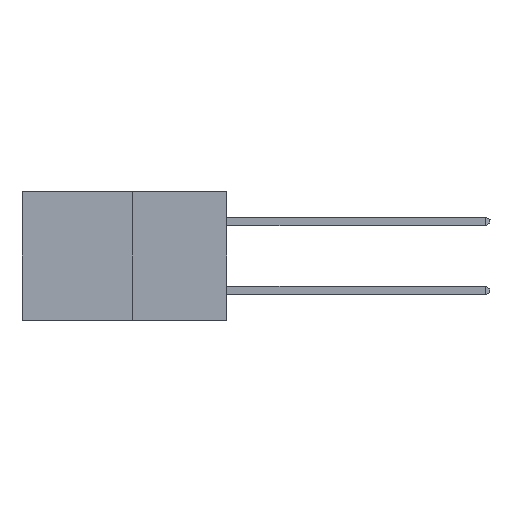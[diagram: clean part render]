
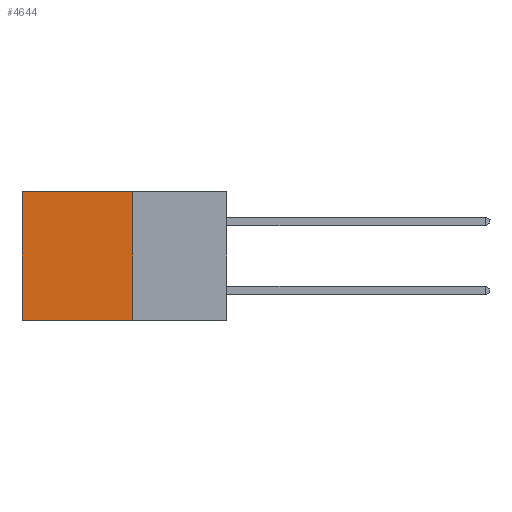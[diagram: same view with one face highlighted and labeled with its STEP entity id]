
A CAD part, left-side view. The second image highlights one B-rep face of the part: STEP entity #4644.
In plain terms, the highlighted planar face has unit normal (-1, 0, 0).
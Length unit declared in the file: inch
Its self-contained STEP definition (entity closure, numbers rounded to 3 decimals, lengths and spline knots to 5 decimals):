
#451 = DIRECTION ( 'NONE',  ( 0., 0., -1. ) ) ;
#913 = CARTESIAN_POINT ( 'NONE',  ( 0.277, 0.27, -0.37 ) ) ;
#1175 = CARTESIAN_POINT ( 'NONE',  ( 0.277, 0.27, 0. ) ) ;
#1249 = EDGE_CURVE ( 'NONE', #8194, #4540, #8604, .T. ) ;
#1663 = ORIENTED_EDGE ( 'NONE', *, *, #1249, .F. ) ;
#1766 = ORIENTED_EDGE ( 'NONE', *, *, #15266, .T. ) ;
#3101 = VECTOR ( 'NONE', #6823, 39.37008 ) ;
#3551 = ORIENTED_EDGE ( 'NONE', *, *, #12374, .T. ) ;
#4197 = DIRECTION ( 'NONE',  ( 0., 1., 0. ) ) ;
#4540 = VERTEX_POINT ( 'NONE', #13198 ) ;
#4644 = ADVANCED_FACE ( 'NONE', ( #10135 ), #8753, .F. ) ;
#5116 = DIRECTION ( 'NONE',  ( 0., 0., -1. ) ) ;
#6117 = LINE ( 'NONE', #15151, #9492 ) ;
#6217 = ORIENTED_EDGE ( 'NONE', *, *, #13992, .F. ) ;
#6823 = DIRECTION ( 'NONE',  ( 0., 1., 0. ) ) ;
#8194 = VERTEX_POINT ( 'NONE', #8804 ) ;
#8254 = DIRECTION ( 'NONE',  ( 0., 0., -1. ) ) ;
#8322 = DIRECTION ( 'NONE',  ( 1., 0., 0. ) ) ;
#8604 = LINE ( 'NONE', #913, #11957 ) ;
#8753 = PLANE ( 'NONE',  #18095 ) ;
#8804 = CARTESIAN_POINT ( 'NONE',  ( 0.277, 0.27, 0. ) ) ;
#9492 = VECTOR ( 'NONE', #5116, 39.37008 ) ;
#9728 = EDGE_LOOP ( 'NONE', ( #3551, #6217, #1663, #1766 ) ) ;
#10035 = CARTESIAN_POINT ( 'NONE',  ( 0.277, 0.27, -0.37 ) ) ;
#10135 = FACE_OUTER_BOUND ( 'NONE', #9728, .T. ) ;
#10416 = CARTESIAN_POINT ( 'NONE',  ( 0.277, 0.59, 0. ) ) ;
#11957 = VECTOR ( 'NONE', #451, 39.37008 ) ;
#12374 = EDGE_CURVE ( 'NONE', #13589, #13909, #6117, .T. ) ;
#12545 = LINE ( 'NONE', #15604, #15474 ) ;
#13198 = CARTESIAN_POINT ( 'NONE',  ( 0.277, 0.27, -0.37 ) ) ;
#13589 = VERTEX_POINT ( 'NONE', #10416 ) ;
#13909 = VERTEX_POINT ( 'NONE', #18245 ) ;
#13992 = EDGE_CURVE ( 'NONE', #4540, #13909, #12545, .T. ) ;
#15151 = CARTESIAN_POINT ( 'NONE',  ( 0.277, 0.59, -0.37 ) ) ;
#15266 = EDGE_CURVE ( 'NONE', #8194, #13589, #18280, .T. ) ;
#15474 = VECTOR ( 'NONE', #4197, 39.37008 ) ;
#15604 = CARTESIAN_POINT ( 'NONE',  ( 0.277, 0.27, -0.37 ) ) ;
#18095 = AXIS2_PLACEMENT_3D ( 'NONE', #10035, #8322, #8254 ) ;
#18245 = CARTESIAN_POINT ( 'NONE',  ( 0.277, 0.59, -0.37 ) ) ;
#18280 = LINE ( 'NONE', #1175, #3101 ) ;
